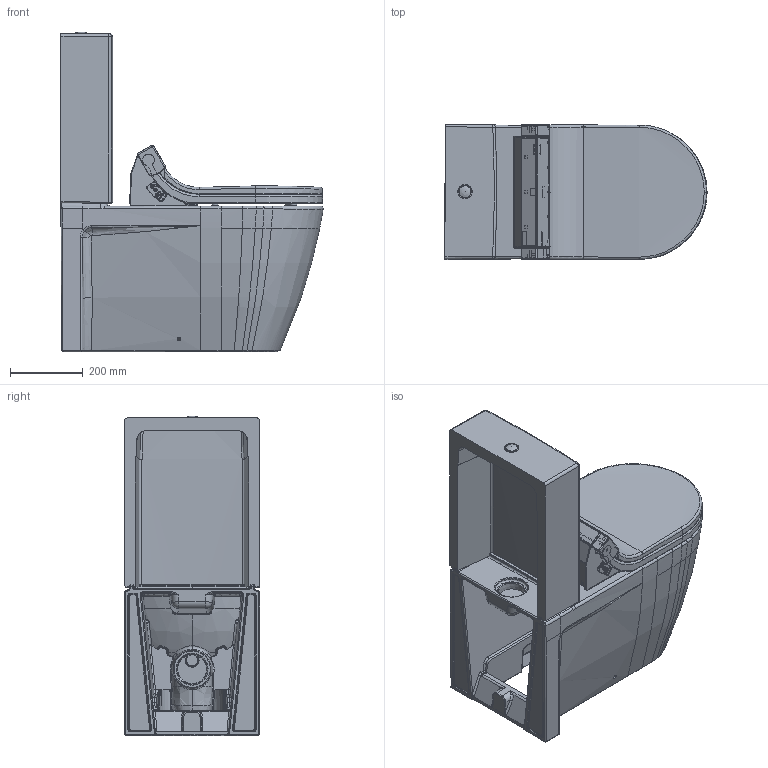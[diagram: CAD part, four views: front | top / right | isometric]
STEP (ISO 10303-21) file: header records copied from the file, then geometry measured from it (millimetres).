
FILE_DESCRIPTION((''),'2;1');
FILE_NAME('212959_610001_e.stp','2014-11-12T15:21:48',('Administrator'),(''),'Autodesk Inventor 2011','Autodesk Inventor 2011','');
FILE_SCHEMA(('CONFIG_CONTROL_DESIGN'));
Length unit declared in the file: millimetre
Products named in the file (14): 212959_610001_e; 212959; 610001_e; BODY-CASE 610001_e; COVERS 610001_e; BUTTON-MEMBRANE 610001_e; INFRARED-LEFT 610001_e; PLATE1 610001_e; PLATE2 610001_e; SEAT-LID 610001_e; TOP-CASE 610001_e; SEAT-BUFFER 610001_e; 093300; Taster SPK
Assembly tree (16 placements, depth 3):
  212959_610001_e
    212959
    610001_e
      BODY-CASE 610001_e
      COVERS 610001_e
      BUTTON-MEMBRANE 610001_e
      INFRARED-LEFT 610001_e
      PLATE1 610001_e
      PLATE2 610001_e
      SEAT-LID 610001_e
      TOP-CASE 610001_e
      SEAT-BUFFER 610001_e  x4
    093300
    Taster SPK
Bounding box: 720.14 x 371.2 x 878.23 mm (x, y, z)
Volume: 46537109.9 mm3; surface area: 3702421.4 mm2
Topology: 17 solids, 17 shells, 2801 faces, 7046 edges, 4291 vertices
Faces by surface type: bspline 1032, plane 768, cylinder 743, torus 105, cone 84, sphere 69
Full cylindrical faces by diameter (mm): 2 x1, 3.2 x2, 5 x2, 7.5 x3, 8 x3, 10 x5, 15.2 x4, 17 x2, 40 x3, 103.4 x1
Entity records: 206522 total; most frequent: CARTESIAN_POINT 144975, ORIENTED_EDGE 13718, DIRECTION 10808, EDGE_CURVE 6859, VERTEX_POINT 4224, AXIS2_PLACEMENT_3D 4051, EDGE_LOOP 2927, FACE_OUTER_BOUND 2759
